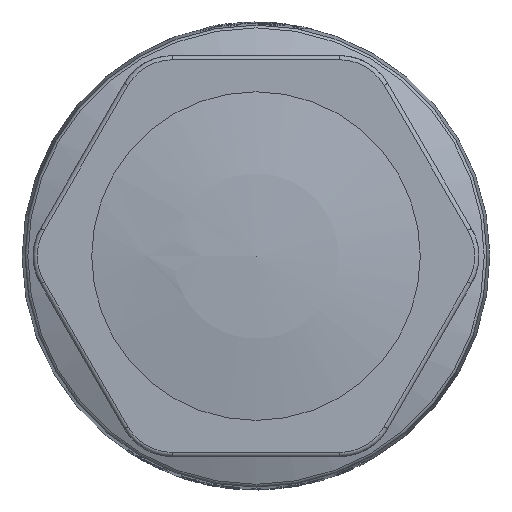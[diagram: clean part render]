
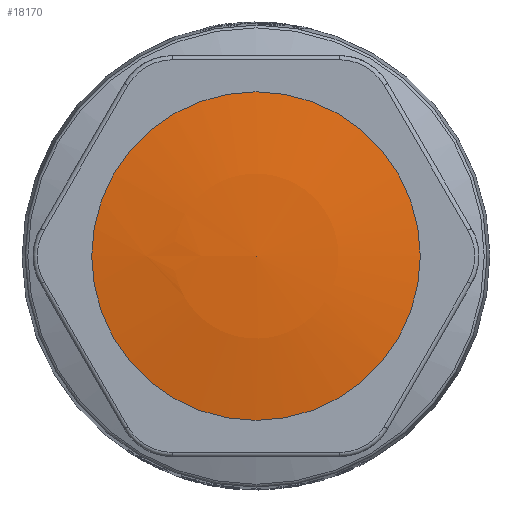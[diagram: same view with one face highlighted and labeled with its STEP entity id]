
A CAD part, front view. The second image highlights one B-rep face of the part: STEP entity #18170.
In plain terms, the highlighted spherical face has radius 175.3 mm.
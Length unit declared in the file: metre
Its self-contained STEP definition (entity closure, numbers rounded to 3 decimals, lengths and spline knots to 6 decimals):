
#26=SPHERICAL_SURFACE('',#19193,0.1753);
#955=CIRCLE('',#19194,0.0295);
#956=CIRCLE('',#19195,0.1753);
#1606=FACE_OUTER_BOUND('',#2651,.T.);
#2651=EDGE_LOOP('',(#13402,#13403,#13404));
#7768=VERTEX_POINT('',#44705);
#7769=VERTEX_POINT('',#44707);
#9989=EDGE_CURVE('',#7768,#7768,#955,.T.);
#9990=EDGE_CURVE('',#7769,#7768,#956,.T.);
#13402=ORIENTED_EDGE('',*,*,#9989,.F.);
#13403=ORIENTED_EDGE('',*,*,#9990,.F.);
#13404=ORIENTED_EDGE('',*,*,#9990,.T.);
#18170=ADVANCED_FACE('',(#1606),#26,.T.);
#19193=AXIS2_PLACEMENT_3D('',#44704,#21125,#21126);
#19194=AXIS2_PLACEMENT_3D('',#44706,#21127,#21128);
#19195=AXIS2_PLACEMENT_3D('',#44708,#21129,#21130);
#21125=DIRECTION('center_axis',(0.,-1.,0.));
#21126=DIRECTION('ref_axis',(1.,0.,0.));
#21127=DIRECTION('center_axis',(0.,1.,0.));
#21128=DIRECTION('ref_axis',(-1.,0.,0.));
#21129=DIRECTION('center_axis',(0.,0.,
-1.));
#21130=DIRECTION('ref_axis',(-1.,0.,0.));
#44704=CARTESIAN_POINT('Origin',(-0.665762,9.396743,-0.0015));
#44705=CARTESIAN_POINT('',(-0.695262,9.223943,-0.0015));
#44706=CARTESIAN_POINT('Origin',(-0.665762,9.223943,-0.0015));
#44707=CARTESIAN_POINT('',(-0.665762,9.221443,-0.0015));
#44708=CARTESIAN_POINT('Origin',(-0.665762,9.396743,-0.0015));
